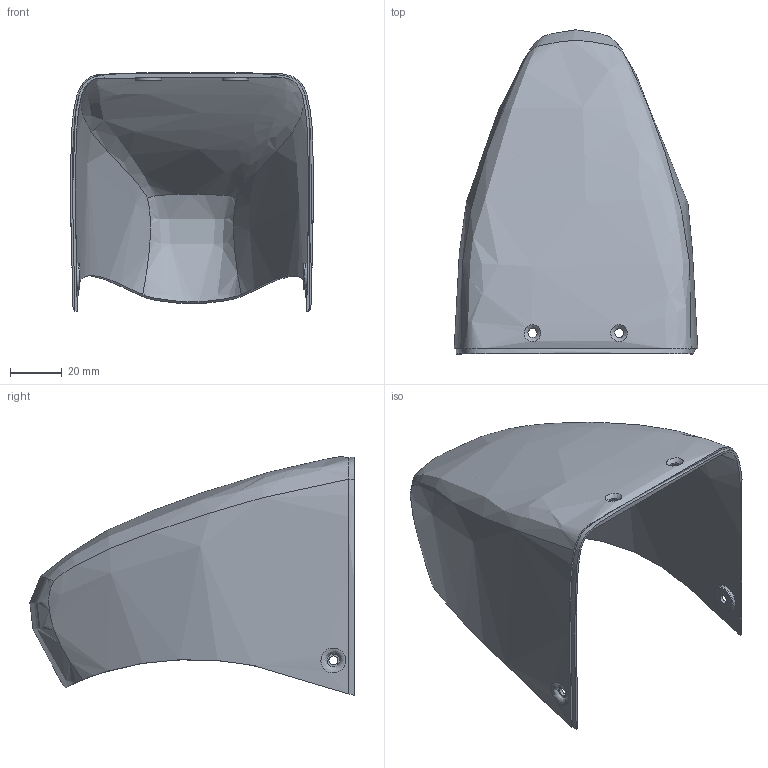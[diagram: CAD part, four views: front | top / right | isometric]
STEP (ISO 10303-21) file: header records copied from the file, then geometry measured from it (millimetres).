
FILE_DESCRIPTION(/* description */ (''),/* implementation_level */ '2;1');
FILE_NAME(/* name */ 'Expansion Fairing 2mm lip .5mm thick.stp',/* time_stamp */ '2016-10-31T11:51:58-07:00',/* author */ (''),/* organization */ (''),/* preprocessor_version */ 'ST-DEVELOPER v15.2',/* originating_system */ 'Autodesk Translator Framework v2.0.0.5431',/* authorisation */ '');
FILE_SCHEMA (('AUTOMOTIVE_DESIGN { 1 0 10303 214 3 1 1 }'));
Length unit declared in the file: centimetre
Products named in the file (1): (Unsaved)
Bounding box: 94.18 x 125.42 x 92.42 mm (x, y, z)
Volume: 44063.2 mm3; surface area: 52510.7 mm2
Topology: 1 solids, 1 shells, 51 faces, 141 edges, 98 vertices
Faces by surface type: bspline 25, cylinder 14, plane 12
Full cylindrical faces by diameter (mm): 3.5 x4, 10 x1
Entity records: 6030 total; most frequent: CARTESIAN_POINT 4958, ORIENTED_EDGE 264, EDGE_CURVE 132, DIRECTION 124, VERTEX_POINT 94, B_SPLINE_CURVE_WITH_KNOTS 80, EDGE_LOOP 70, AXIS2_PLACEMENT_3D 52
